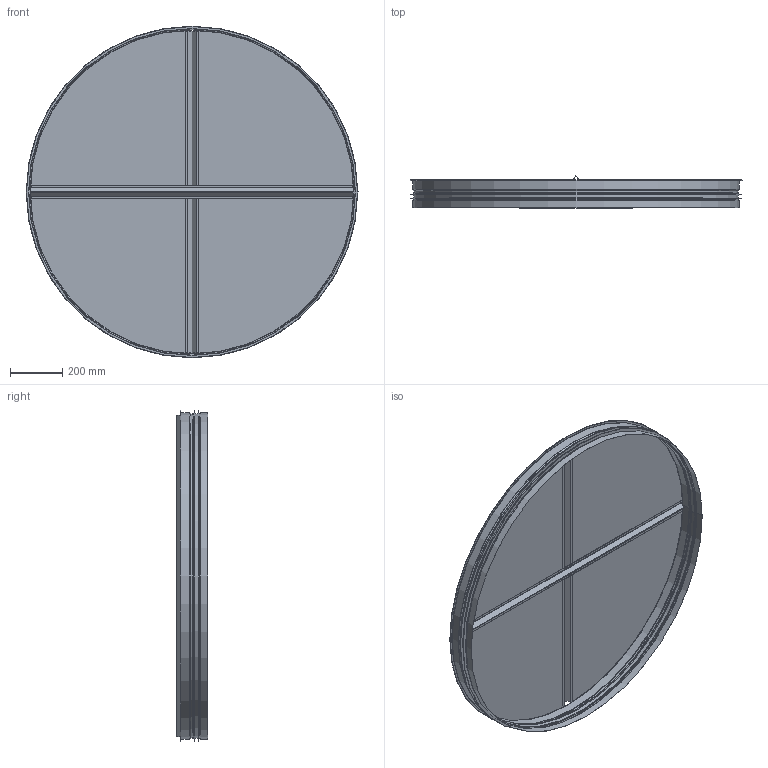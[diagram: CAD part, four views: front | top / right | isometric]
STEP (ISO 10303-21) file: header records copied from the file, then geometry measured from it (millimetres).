
FILE_DESCRIPTION((''),'2;1');
FILE_NAME('HNG-1250.stp','2014-02-20T08:26:24',(''),(''),'Autodesk Inventor 2013','Autodesk Inventor 2013','');
FILE_SCHEMA(('AUTOMOTIVE_DESIGN { 1 2 10303 214 0 1 1 1 }'));
Length unit declared in the file: millimetre
Products named in the file (6): HNG-1250; HNGRörämne-1250; HNGN-1250; U-list-1250; HNGStödprofil-1250
Assembly tree (5 placements, depth 2):
  HNG-1250
    HNGRörämne-1250
    HNGN-1250
    U-list-1250
    HNGStödprofil-1250
    HNGStödprofil-1250
Bounding box: 1268.95 x 120.28 x 1268.95 mm (x, y, z)
Volume: 1850774.5 mm3; surface area: 4113451.6 mm2
Topology: 6 solids, 6 shells, 170 faces, 340 edges, 186 vertices
Faces by surface type: plane 111, cylinder 31, torus 22, cone 6
Full cylindrical faces by diameter (mm): 1236.05 x1, 1237.05 x2, 1239.65 x3, 1240.85 x1, 1241.85 x1, 1248.05 x2, 1249.05 x3, 1265.65 x2
Entity records: 4523 total; most frequent: DIRECTION 808, CARTESIAN_POINT 695, ORIENTED_EDGE 656, EDGE_CURVE 328, AXIS2_PLACEMENT_3D 299, VECTOR 210, LINE 210, EDGE_LOOP 188
